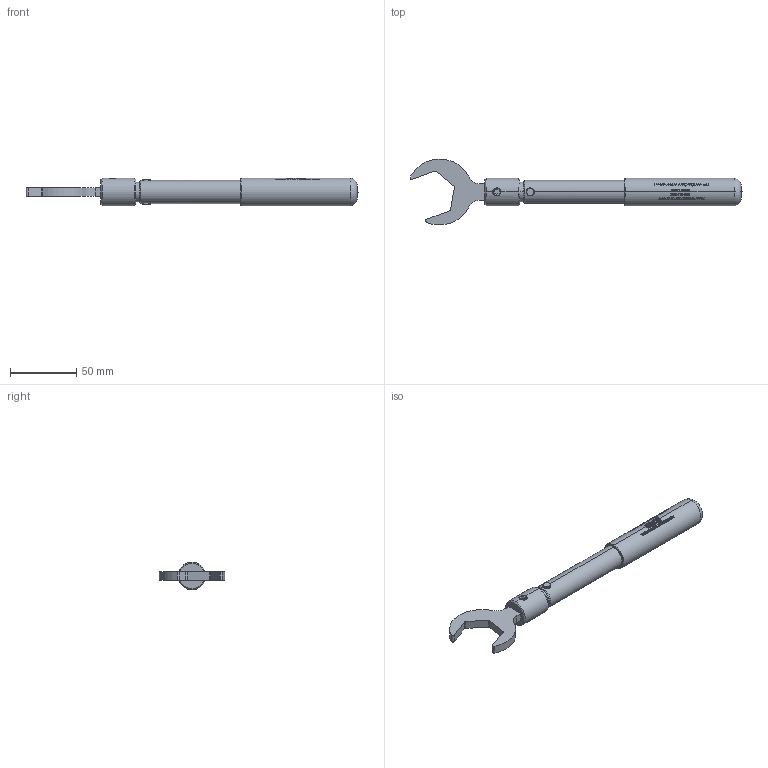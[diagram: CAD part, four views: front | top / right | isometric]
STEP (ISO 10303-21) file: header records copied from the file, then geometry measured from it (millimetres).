
FILE_DESCRIPTION (( 'STEP AP203' ), '1' );
FILE_NAME ('ST-D1.step', '2018-09-19T16:07:19', ( '' ), ( '' ), 'SwSTEP 2.0', 'SolidWorks 2017', '' );
FILE_SCHEMA (( 'CONFIG_CONTROL_DESIGN' ));
Length unit declared in the file: inch
Products named in the file (1): ST-D1
Bounding box: 250.64 x 49.64 x 20.9 mm (x, y, z)
Volume: 64368.5 mm3; surface area: 16113.2 mm2
Topology: 1 solids, 1 shells, 921 faces, 2457 edges, 1631 vertices
Faces by surface type: bspline 419, plane 366, cylinder 116, cone 12, torus 6, sphere 2
Entity records: 56288 total; most frequent: CARTESIAN_POINT 38959, ORIENTED_EDGE 4914, EDGE_CURVE 2457, B_SPLINE_CURVE_WITH_KNOTS 2293, VERTEX_POINT 1631, DIRECTION 1250, EDGE_LOOP 1014, ADVANCED_FACE 921
